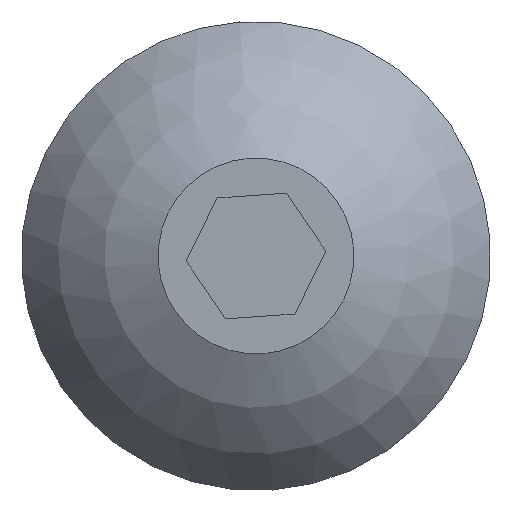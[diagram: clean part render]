
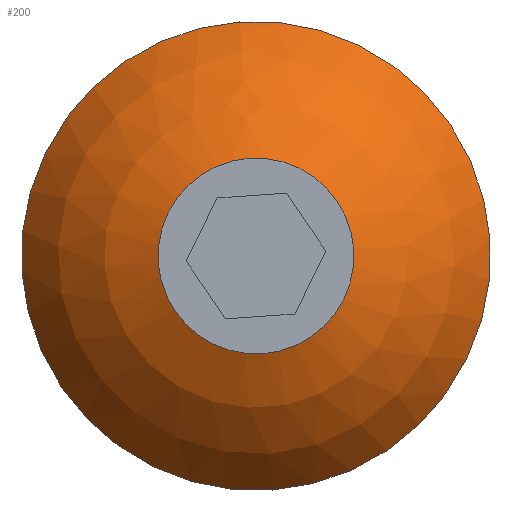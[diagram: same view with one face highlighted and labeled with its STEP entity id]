
A CAD part, left-side view. The second image highlights one B-rep face of the part: STEP entity #200.
In plain terms, the highlighted spherical face has radius 3.848 mm.
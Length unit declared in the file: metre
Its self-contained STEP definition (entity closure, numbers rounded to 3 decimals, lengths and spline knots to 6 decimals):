
#56=SPHERICAL_SURFACE('',#230,0.003848);
#74=ORIENTED_EDGE('',*,*,#115,.T.);
#75=ORIENTED_EDGE('',*,*,#117,.F.);
#115=EDGE_CURVE('',#138,#138,#155,.T.);
#117=EDGE_CURVE('',#140,#140,#157,.T.);
#138=VERTEX_POINT('',#305);
#140=VERTEX_POINT('',#311);
#155=CIRCLE('',#227,0.003327);
#157=CIRCLE('',#231,0.001389);
#165=EDGE_LOOP('',(#74));
#166=EDGE_LOOP('',(#75));
#183=FACE_BOUND('',#165,.T.);
#184=FACE_BOUND('',#166,.T.);
#200=ADVANCED_FACE('',(#183,#184),#56,.T.);
#227=AXIS2_PLACEMENT_3D('',#304,#252,#253);
#230=AXIS2_PLACEMENT_3D('',#309,#258,#259);
#231=AXIS2_PLACEMENT_3D('',#310,#260,#261);
#252=DIRECTION('',(-1.,0.,0.));
#253=DIRECTION('',(0.,0.07,0.998));
#258=DIRECTION('',(1.,0.,0.));
#259=DIRECTION('',(0.,0.07,0.998));
#260=DIRECTION('',(-1.,0.,0.));
#261=DIRECTION('',(0.,0.07,0.998));
#304=CARTESIAN_POINT('',(-0.035484,0.473259,-0.039531));
#305=CARTESIAN_POINT('',(-0.035484,0.47349,-0.036211));
#309=CARTESIAN_POINT('',(-0.033551,0.473259,-0.039531));
#310=CARTESIAN_POINT('',(-0.03714,0.473259,-0.039531));
#311=CARTESIAN_POINT('',(-0.03714,0.473356,-0.038145));
